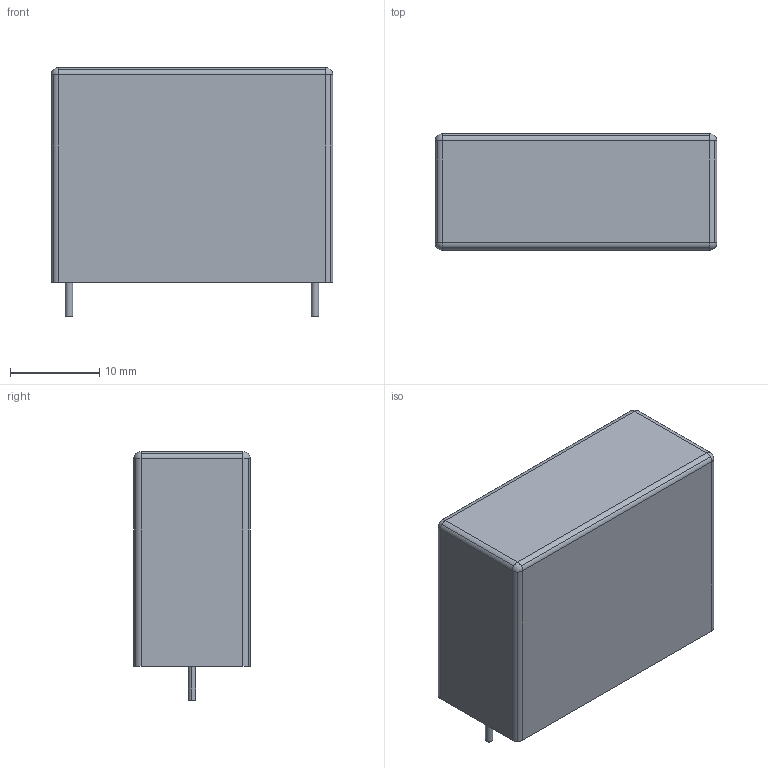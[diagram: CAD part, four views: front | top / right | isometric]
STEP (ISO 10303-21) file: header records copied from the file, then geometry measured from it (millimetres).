
FILE_DESCRIPTION((''),'2;1');
FILE_NAME('CAPR2750-1300X3150X2400.stp','2009-08-24T15:33:38',(''),(''),'Mechanical Desktop 2006','Mechanical Desktop 2006',', , ');
FILE_SCHEMA(('AUTOMOTIVE_DESIGN { 1 2 10303 214 0 1 1 1 }'));
Length unit declared in the file: millimetre
Products named in the file (1): Product
Bounding box: 31.5 x 13 x 27.8 mm (x, y, z)
Volume: 9806.8 mm3; surface area: 2911.7 mm2
Topology: 3 solids, 3 shells, 34 faces, 76 edges, 44 vertices
Faces by surface type: cylinder 20, plane 10, sphere 4
Entity records: 970 total; most frequent: DIRECTION 182, CARTESIAN_POINT 151, ORIENTED_EDGE 144, AXIS2_PLACEMENT_3D 75, EDGE_CURVE 72, VERTEX_POINT 44, CIRCLE 40, EDGE_LOOP 34
